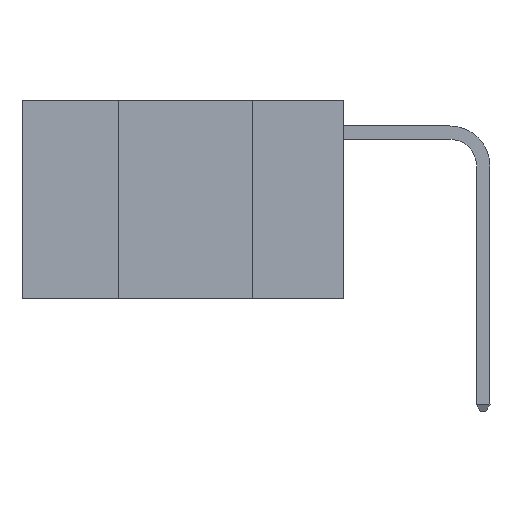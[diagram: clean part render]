
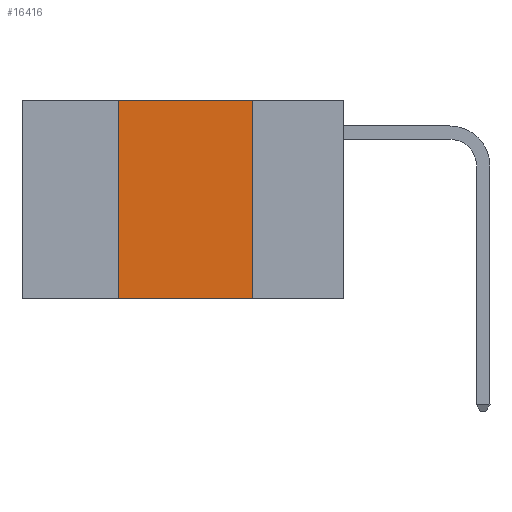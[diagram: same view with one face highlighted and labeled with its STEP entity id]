
A CAD part, left-side view. The second image highlights one B-rep face of the part: STEP entity #16416.
In plain terms, the highlighted planar face has unit normal (-1, 0, 0).
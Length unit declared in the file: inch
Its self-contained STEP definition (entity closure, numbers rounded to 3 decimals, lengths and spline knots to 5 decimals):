
#23 = ORIENTED_EDGE ( 'NONE', *, *, #3626, .T. ) ;
#371 = ORIENTED_EDGE ( 'NONE', *, *, #3768, .F. ) ;
#735 = VECTOR ( 'NONE', #16405, 39.37008 ) ;
#1041 = EDGE_CURVE ( 'NONE', #5950, #15861, #17496, .T. ) ;
#1373 = VERTEX_POINT ( 'NONE', #8111 ) ;
#1474 = CARTESIAN_POINT ( 'NONE',  ( 0., 0.17, 0. ) ) ;
#3102 = CARTESIAN_POINT ( 'NONE',  ( 0., 0.42, 0. ) ) ;
#3145 = LINE ( 'NONE', #14855, #17388 ) ;
#3168 = EDGE_LOOP ( 'NONE', ( #15251, #371, #8314, #23 ) ) ;
#3626 = EDGE_CURVE ( 'NONE', #1373, #15861, #15084, .T. ) ;
#3721 = DIRECTION ( 'NONE',  ( 0., -1., 0. ) ) ;
#3768 = EDGE_CURVE ( 'NONE', #10029, #5950, #3145, .T. ) ;
#4876 = EDGE_CURVE ( 'NONE', #1373, #10029, #8407, .T. ) ;
#5147 = CARTESIAN_POINT ( 'NONE',  ( 0., 0.42, 0. ) ) ;
#5305 = CARTESIAN_POINT ( 'NONE',  ( 0., 0.6, 0. ) ) ;
#5950 = VERTEX_POINT ( 'NONE', #11498 ) ;
#6503 = VECTOR ( 'NONE', #7202, 39.37008 ) ;
#7202 = DIRECTION ( 'NONE',  ( 0., 0., -1. ) ) ;
#7801 = VECTOR ( 'NONE', #19768, 39.37008 ) ;
#8111 = CARTESIAN_POINT ( 'NONE',  ( 0., 0.42, -0.37 ) ) ;
#8314 = ORIENTED_EDGE ( 'NONE', *, *, #4876, .F. ) ;
#8407 = LINE ( 'NONE', #3102, #7801 ) ;
#9215 = FACE_OUTER_BOUND ( 'NONE', #3168, .T. ) ;
#10029 = VERTEX_POINT ( 'NONE', #5147 ) ;
#10882 = CARTESIAN_POINT ( 'NONE',  ( 0., 0.6, -0.37 ) ) ;
#10993 = DIRECTION ( 'NONE',  ( 1., 0., 0. ) ) ;
#11498 = CARTESIAN_POINT ( 'NONE',  ( 0., 0.17, 0. ) ) ;
#14560 = PLANE ( 'NONE',  #17588 ) ;
#14855 = CARTESIAN_POINT ( 'NONE',  ( 0., 0.6, 0. ) ) ;
#15084 = LINE ( 'NONE', #10882, #735 ) ;
#15251 = ORIENTED_EDGE ( 'NONE', *, *, #1041, .F. ) ;
#15861 = VERTEX_POINT ( 'NONE', #22169 ) ;
#16405 = DIRECTION ( 'NONE',  ( 0., -1., 0. ) ) ;
#16416 = ADVANCED_FACE ( 'NONE', ( #9215 ), #14560, .F. ) ;
#17388 = VECTOR ( 'NONE', #3721, 39.37008 ) ;
#17496 = LINE ( 'NONE', #1474, #6503 ) ;
#17588 = AXIS2_PLACEMENT_3D ( 'NONE', #5305, #10993, #23727 ) ;
#19768 = DIRECTION ( 'NONE',  ( 0., 0., 1. ) ) ;
#22169 = CARTESIAN_POINT ( 'NONE',  ( 0., 0.17, -0.37 ) ) ;
#23727 = DIRECTION ( 'NONE',  ( 0., 0., -1. ) ) ;
